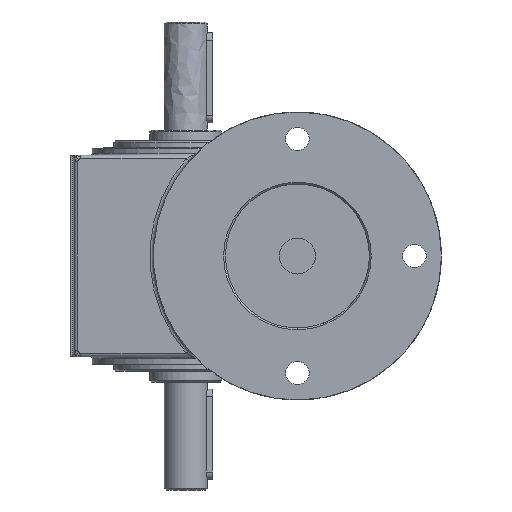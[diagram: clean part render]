
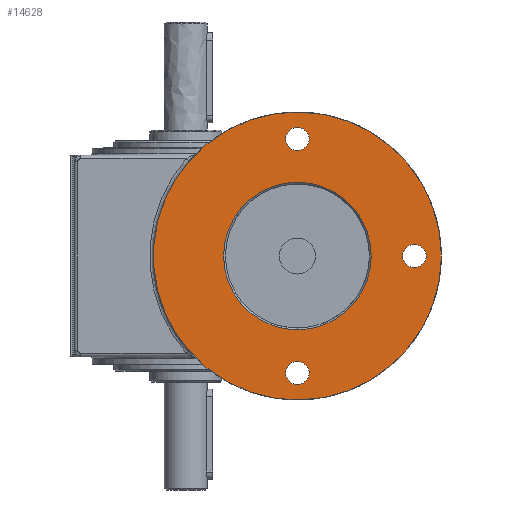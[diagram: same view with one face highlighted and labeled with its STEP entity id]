
A CAD part, left-side view. The second image highlights one B-rep face of the part: STEP entity #14628.
In plain terms, the highlighted planar face has unit normal (-1, 0, 0).
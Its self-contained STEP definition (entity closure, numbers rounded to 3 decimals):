
#13783=CARTESIAN_POINT('',(0.,30.102,26.342));
#13784=VERTEX_POINT('',#13783);
#13794=CARTESIAN_POINT('',(0.,30.102,-26.341));
#13795=VERTEX_POINT('',#13794);
#13796=CARTESIAN_POINT('',(0.,0.0,0.0));
#13797=DIRECTION('',(1.0,0.0,0.0));
#13798=DIRECTION('',(0.0,1.0,0.0));
#13799=AXIS2_PLACEMENT_3D('',#13796,#13797,#13798);
#13800=CIRCLE('',#13799,40.0);
#13801=EDGE_CURVE('',#13784,#13795,#13800,.T.);
#14124=CARTESIAN_POINT('',(0.,0.0,0.0));
#14125=DIRECTION('',(1.0,0.0,0.0));
#14126=DIRECTION('',(0.0,1.0,0.0));
#14127=AXIS2_PLACEMENT_3D('',#14124,#14125,#14126);
#14128=CIRCLE('',#14127,40.0);
#14129=EDGE_CURVE('',#13795,#13784,#14128,.T.);
#14551=CARTESIAN_POINT('',(0.,20.5,0.));
#14552=VERTEX_POINT('',#14551);
#14553=CARTESIAN_POINT('',(0.,0.0,0.0));
#14554=DIRECTION('',(-1.0,0.0,0.0));
#14555=DIRECTION('',(0.0,-1.0,0.0));
#14556=AXIS2_PLACEMENT_3D('',#14553,#14554,#14555);
#14557=CIRCLE('',#14556,20.5);
#14558=EDGE_CURVE('',#14552,#14552,#14557,.T.);
#14583=CARTESIAN_POINT('',(0.,30.0,0.0));
#14584=DIRECTION('',(-1.0,0.0,0.0));
#14585=DIRECTION('',(0.0,0.0,1.0));
#14586=AXIS2_PLACEMENT_3D('',#14583,#14584,#14585);
#14587=PLANE('',#14586);
#14588=ORIENTED_EDGE('',*,*,#14129,.F.);
#14589=ORIENTED_EDGE('',*,*,#13801,.F.);
#14590=EDGE_LOOP('',(#14588,#14589));
#14591=FACE_OUTER_BOUND('',#14590,.T.);
#14592=CARTESIAN_POINT('',(0.0,-32.5,-3.25));
#14593=VERTEX_POINT('',#14592);
#14594=CARTESIAN_POINT('',(0.0,-32.5,0.));
#14595=DIRECTION('',(1.0,0.0,0.0));
#14596=DIRECTION('',(0.0,0.0,-1.0));
#14597=AXIS2_PLACEMENT_3D('',#14594,#14595,#14596);
#14598=CIRCLE('',#14597,3.25);
#14599=EDGE_CURVE('',#14593,#14593,#14598,.T.);
#14600=ORIENTED_EDGE('',*,*,#14599,.T.);
#14601=EDGE_LOOP('',(#14600));
#14602=FACE_BOUND('',#14601,.T.);
#14603=CARTESIAN_POINT('',(0.0,0.,29.25));
#14604=VERTEX_POINT('',#14603);
#14605=CARTESIAN_POINT('',(0.0,0.,32.5));
#14606=DIRECTION('',(1.0,0.0,0.0));
#14607=DIRECTION('',(0.0,0.0,-1.0));
#14608=AXIS2_PLACEMENT_3D('',#14605,#14606,#14607);
#14609=CIRCLE('',#14608,3.25);
#14610=EDGE_CURVE('',#14604,#14604,#14609,.T.);
#14611=ORIENTED_EDGE('',*,*,#14610,.T.);
#14612=EDGE_LOOP('',(#14611));
#14613=FACE_BOUND('',#14612,.T.);
#14614=CARTESIAN_POINT('',(0.0,0.,-35.75));
#14615=VERTEX_POINT('',#14614);
#14616=CARTESIAN_POINT('',(0.0,0.,-32.5));
#14617=DIRECTION('',(1.0,0.0,0.0));
#14618=DIRECTION('',(0.0,0.0,-1.0));
#14619=AXIS2_PLACEMENT_3D('',#14616,#14617,#14618);
#14620=CIRCLE('',#14619,3.25);
#14621=EDGE_CURVE('',#14615,#14615,#14620,.T.);
#14622=ORIENTED_EDGE('',*,*,#14621,.T.);
#14623=EDGE_LOOP('',(#14622));
#14624=FACE_BOUND('',#14623,.T.);
#14625=ORIENTED_EDGE('',*,*,#14558,.F.);
#14626=EDGE_LOOP('',(#14625));
#14627=FACE_BOUND('',#14626,.T.);
#14628=ADVANCED_FACE('',(#14591,#14602,#14613,#14624,#14627),#14587,.T.);
